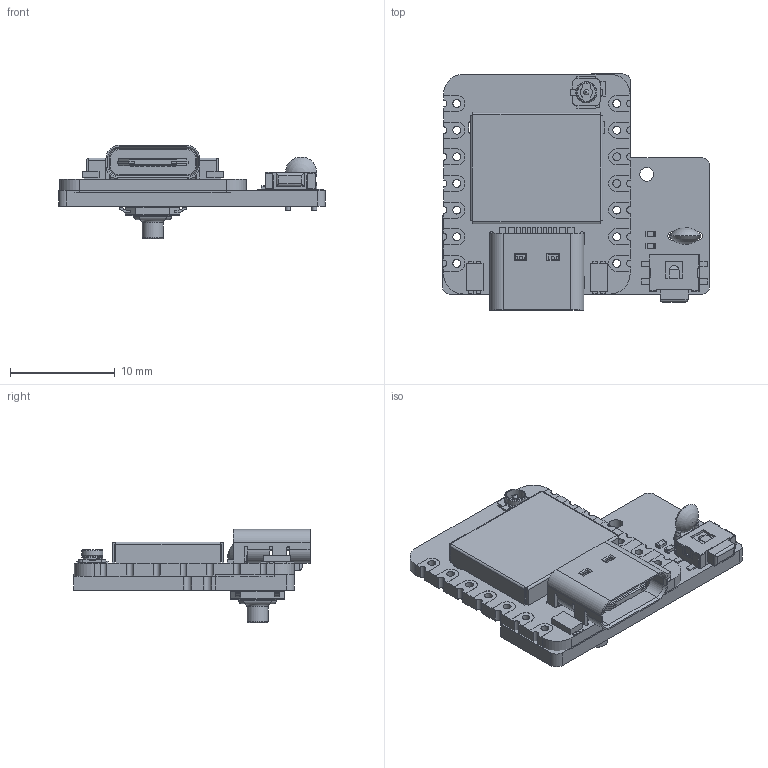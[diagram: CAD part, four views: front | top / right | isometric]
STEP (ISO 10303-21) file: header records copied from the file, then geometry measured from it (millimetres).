
FILE_DESCRIPTION(('KiCad electronic assembly'),'2;1');
FILE_NAME('R0.0-PCB_V2-Omi-Glass.step','2025-05-26T16:36:51',('Pcbnew'), ('Kicad'),'Open CASCADE STEP processor 7.5','KiCad to STEP converter', 'Unknown');
FILE_SCHEMA(('AUTOMOTIVE_DESIGN { 1 0 10303 214 1 1 1 1 }'));
Length unit declared in the file: millimetre
Products named in the file (8): R0.0-PCB_V2-Omi-Glass 1; Button-Side_EVQ-P7A01P; C_Disc_D3.0mm_W1.6mm_P2.50mm; R_0402_1005Metric; XIAO_ESP32S3; R0.0-PCB_V2-Omi-Glass 1.4.1; Button_5.2x5.2; Omi-Glass-DevKit_PCB
Assembly tree (8 placements, depth 3):
  R0.0-PCB_V2-Omi-Glass 1
    Button-Side_EVQ-P7A01P
    C_Disc_D3.0mm_W1.6mm_P2.50mm
    R_0402_1005Metric  x2
    XIAO_ESP32S3
      R0.0-PCB_V2-Omi-Glass 1.4.1
    Button_5.2x5.2
    Omi-Glass-DevKit_PCB
Bounding box: 25.45 x 22.51 x 8.89 mm (x, y, z)
Volume: 1090 mm3; surface area: 2899.8 mm2
Topology: 43 solids, 68 shells, 1364 faces, 3468 edges, 2253 vertices
Faces by surface type: plane 972, cylinder 314, bspline 43, torus 14, cone 9, sphere 8, revolution 4
Full cylindrical faces by diameter (mm): 0.5 x5, 0.533 x2, 0.6 x2, 0.75 x16, 0.8 x2, 1 x7, 1.3 x1, 1.524 x8, 1.72 x1, 1.86 x1, 2 x2
Entity records: 41926 total; most frequent: CARTESIAN_POINT 9557, ORIENTED_EDGE 6776, DIRECTION 6351, EDGE_CURVE 3388, LINE 2457, VECTOR 2457, VERTEX_POINT 2208, AXIS2_PLACEMENT_3D 1945
